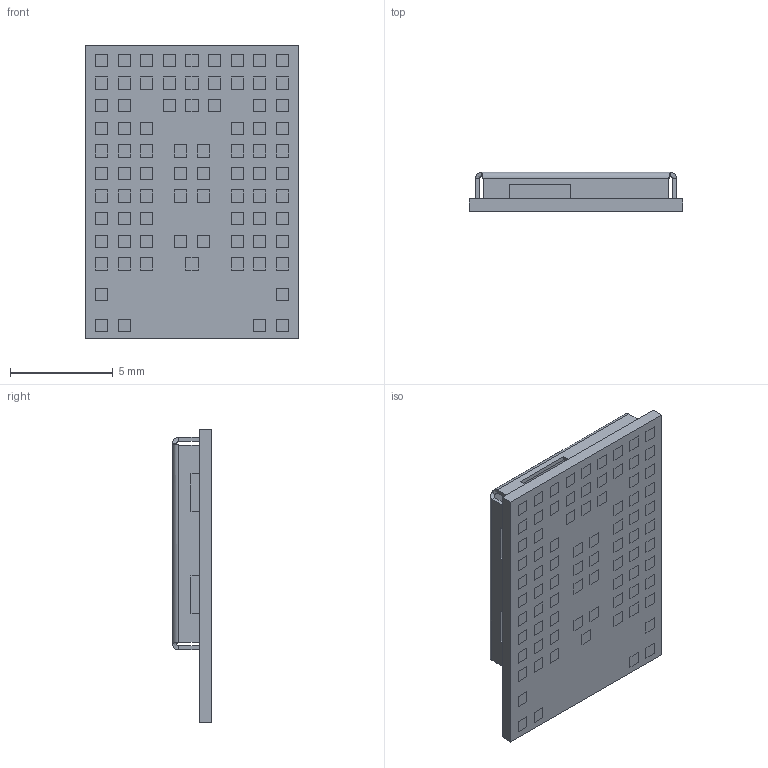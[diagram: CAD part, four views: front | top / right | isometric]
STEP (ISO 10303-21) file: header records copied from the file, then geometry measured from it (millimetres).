
FILE_DESCRIPTION (( 'STEP AP214' ), '1' );
FILE_NAME ('NORA-W106-10B.STEP', '2023-12-08T18:45:10', ( '' ), ( '' ), 'SwSTEP 2.0', 'SolidWorks 2021', '' );
FILE_SCHEMA (( 'AUTOMOTIVE_DESIGN' ));
Length unit declared in the file: millimetre
Products named in the file (2): NORA-W106-00B; NORA-W106-10B
Assembly tree (1 placements, depth 2):
  NORA-W106-10B
    NORA-W106-00B
Bounding box: 10.4 x 1.9 x 14.3 mm (x, y, z)
Volume: 116.3 mm3; surface area: 706.1 mm2
Topology: 84 solids, 84 shells, 958 faces, 2092 edges, 1384 vertices
Faces by surface type: plane 942, bspline 8, cylinder 8
Entity records: 26681 total; most frequent: CARTESIAN_POINT 4782, ORIENTED_EDGE 4184, DIRECTION 3984, EDGE_CURVE 2092, LINE 2076, VECTOR 2076, VERTEX_POINT 1384, EDGE_LOOP 1040
